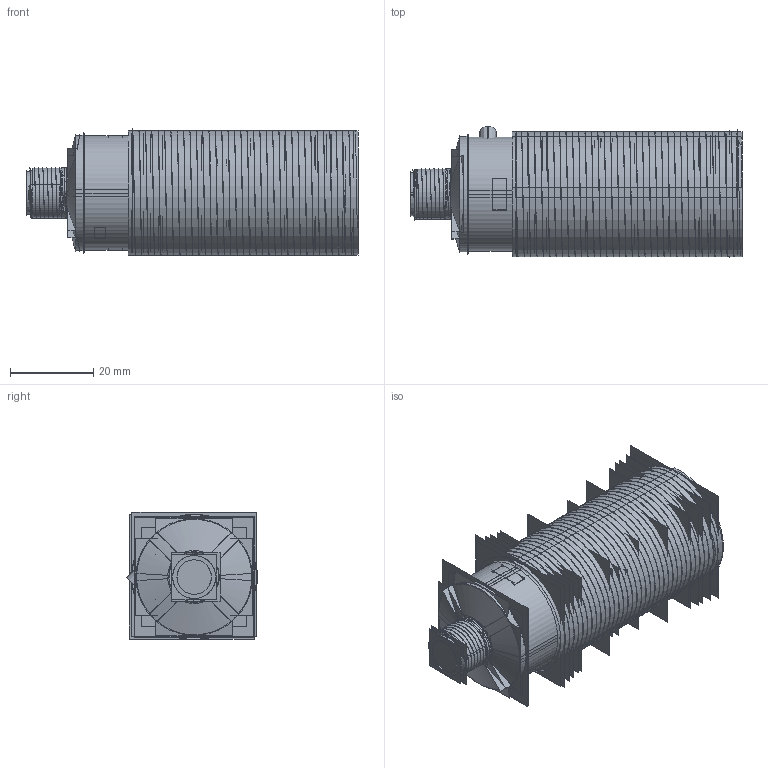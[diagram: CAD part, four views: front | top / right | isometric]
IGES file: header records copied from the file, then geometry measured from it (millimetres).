
Start section:  PTC IGES file: 156673.igs
Global section: file name: 156673.igs; native system: Creo Parametric by Parametric Technology Corporation; preprocessor: 2013230; author: PDMAdmin; organization: Unknown; date: 20160407.134911; units: millimetre
Bounding box: 79.6 x 31.48 x 30.62 mm (x, y, z)
Volume: 25644.8 mm3; surface area: 504217.7 mm2
Topology: 10 solids, 12 shells, 1320 faces, 7552 edges, 10131 vertices
Faces by surface type: bspline 764, revolution 556
